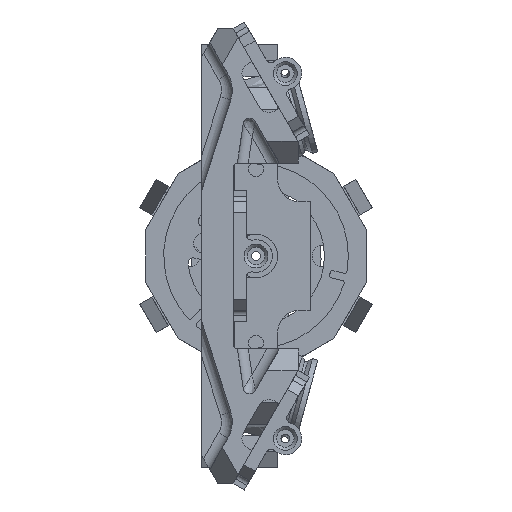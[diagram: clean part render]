
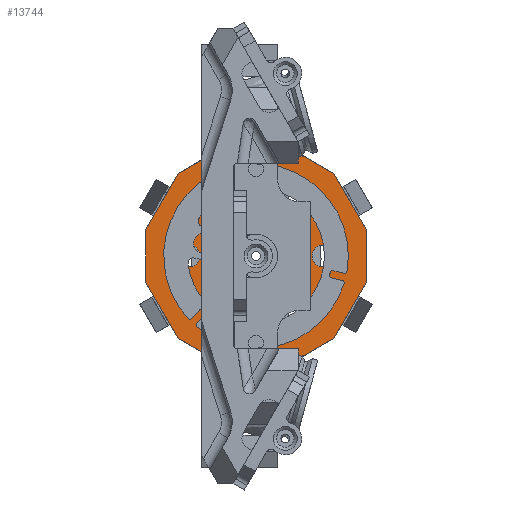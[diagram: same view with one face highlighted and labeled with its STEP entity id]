
A CAD part, front view. The second image highlights one B-rep face of the part: STEP entity #13744.
In plain terms, the highlighted face is planar.
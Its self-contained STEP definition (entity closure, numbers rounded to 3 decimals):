
#441=FACE_BOUND('',#2687,.T.);
#442=FACE_BOUND('',#2688,.T.);
#443=FACE_BOUND('',#2689,.T.);
#444=FACE_BOUND('',#2690,.T.);
#445=FACE_BOUND('',#2691,.T.);
#446=FACE_BOUND('',#2692,.T.);
#447=FACE_BOUND('',#2693,.T.);
#752=PLANE('',#15095);
#1230=CIRCLE('',#14998,1.);
#1231=CIRCLE('',#15000,1.);
#1232=CIRCLE('',#15002,1.);
#1233=CIRCLE('',#15004,1.);
#1234=CIRCLE('',#15006,1.);
#1235=CIRCLE('',#15008,1.);
#1246=CIRCLE('',#15048,1.5);
#1247=CIRCLE('',#15049,1.5);
#1944=FACE_OUTER_BOUND('',#2686,.T.);
#2686=EDGE_LOOP('',(#11101,#11102,#11103,#11104,#11105,#11106,#11107,#11108,
#11109,#11110,#11111,#11112));
#2687=EDGE_LOOP('',(#11113));
#2688=EDGE_LOOP('',(#11114));
#2689=EDGE_LOOP('',(#11115));
#2690=EDGE_LOOP('',(#11116));
#2691=EDGE_LOOP('',(#11117));
#2692=EDGE_LOOP('',(#11118));
#2693=EDGE_LOOP('',(#11119,#11120));
#3860=LINE('',#23635,#5012);
#3907=LINE('',#23775,#5059);
#3909=LINE('',#23779,#5061);
#3911=LINE('',#23784,#5063);
#3914=LINE('',#23790,#5066);
#3917=LINE('',#23796,#5069);
#3920=LINE('',#23802,#5072);
#3924=LINE('',#23808,#5076);
#3926=LINE('',#23812,#5078);
#3927=LINE('',#23815,#5079);
#3929=LINE('',#23819,#5081);
#3931=LINE('',#23824,#5083);
#5012=VECTOR('',#17552,10.);
#5059=VECTOR('',#17711,10.);
#5061=VECTOR('',#17715,10.);
#5063=VECTOR('',#17719,10.);
#5066=VECTOR('',#17724,10.);
#5069=VECTOR('',#17729,10.);
#5072=VECTOR('',#17734,10.);
#5076=VECTOR('',#17742,10.);
#5078=VECTOR('',#17748,10.);
#5079=VECTOR('',#17753,10.);
#5081=VECTOR('',#17759,10.);
#5083=VECTOR('',#17767,10.);
#6301=VERTEX_POINT('',#23569);
#6302=VERTEX_POINT('',#23573);
#6303=VERTEX_POINT('',#23577);
#6304=VERTEX_POINT('',#23581);
#6305=VERTEX_POINT('',#23585);
#6306=VERTEX_POINT('',#23589);
#6318=VERTEX_POINT('',#23632);
#6319=VERTEX_POINT('',#23634);
#6342=VERTEX_POINT('',#23720);
#6343=VERTEX_POINT('',#23722);
#6356=VERTEX_POINT('',#23774);
#6357=VERTEX_POINT('',#23778);
#6358=VERTEX_POINT('',#23782);
#6359=VERTEX_POINT('',#23783);
#6360=VERTEX_POINT('',#23788);
#6361=VERTEX_POINT('',#23789);
#6362=VERTEX_POINT('',#23794);
#6363=VERTEX_POINT('',#23795);
#6364=VERTEX_POINT('',#23800);
#6365=VERTEX_POINT('',#23801);
#7943=EDGE_CURVE('',#6301,#6301,#1230,.T.);
#7945=EDGE_CURVE('',#6302,#6302,#1231,.T.);
#7947=EDGE_CURVE('',#6303,#6303,#1232,.T.);
#7949=EDGE_CURVE('',#6304,#6304,#1233,.T.);
#7951=EDGE_CURVE('',#6305,#6305,#1234,.T.);
#7953=EDGE_CURVE('',#6306,#6306,#1235,.T.);
#7975=EDGE_CURVE('',#6319,#6318,#3860,.T.);
#8019=EDGE_CURVE('',#6343,#6342,#1246,.T.);
#8020=EDGE_CURVE('',#6342,#6343,#1247,.T.);
#8043=EDGE_CURVE('',#6356,#6319,#3907,.T.);
#8045=EDGE_CURVE('',#6318,#6357,#3909,.T.);
#8047=EDGE_CURVE('',#6358,#6359,#3911,.T.);
#8050=EDGE_CURVE('',#6360,#6361,#3914,.T.);
#8053=EDGE_CURVE('',#6362,#6363,#3917,.T.);
#8056=EDGE_CURVE('',#6364,#6365,#3920,.T.);
#8060=EDGE_CURVE('',#6359,#6360,#3924,.T.);
#8062=EDGE_CURVE('',#6357,#6358,#3926,.T.);
#8063=EDGE_CURVE('',#6365,#6356,#3927,.T.);
#8065=EDGE_CURVE('',#6363,#6364,#3929,.T.);
#8067=EDGE_CURVE('',#6361,#6362,#3931,.T.);
#11101=ORIENTED_EDGE('',*,*,#8067,.T.);
#11102=ORIENTED_EDGE('',*,*,#8053,.T.);
#11103=ORIENTED_EDGE('',*,*,#8065,.T.);
#11104=ORIENTED_EDGE('',*,*,#8056,.T.);
#11105=ORIENTED_EDGE('',*,*,#8063,.T.);
#11106=ORIENTED_EDGE('',*,*,#8043,.T.);
#11107=ORIENTED_EDGE('',*,*,#7975,.T.);
#11108=ORIENTED_EDGE('',*,*,#8045,.T.);
#11109=ORIENTED_EDGE('',*,*,#8062,.T.);
#11110=ORIENTED_EDGE('',*,*,#8047,.T.);
#11111=ORIENTED_EDGE('',*,*,#8060,.T.);
#11112=ORIENTED_EDGE('',*,*,#8050,.T.);
#11113=ORIENTED_EDGE('',*,*,#7943,.T.);
#11114=ORIENTED_EDGE('',*,*,#7945,.T.);
#11115=ORIENTED_EDGE('',*,*,#7947,.T.);
#11116=ORIENTED_EDGE('',*,*,#7949,.T.);
#11117=ORIENTED_EDGE('',*,*,#7951,.T.);
#11118=ORIENTED_EDGE('',*,*,#7953,.T.);
#11119=ORIENTED_EDGE('',*,*,#8019,.T.);
#11120=ORIENTED_EDGE('',*,*,#8020,.T.);
#13744=ADVANCED_FACE('',(#1944,#441,#442,#443,#444,#445,#446,#447),#752,
 .T.);
#14998=AXIS2_PLACEMENT_3D('',#23571,#17481,#17482);
#15000=AXIS2_PLACEMENT_3D('',#23575,#17486,#17487);
#15002=AXIS2_PLACEMENT_3D('',#23579,#17491,#17492);
#15004=AXIS2_PLACEMENT_3D('',#23583,#17496,#17497);
#15006=AXIS2_PLACEMENT_3D('',#23587,#17501,#17502);
#15008=AXIS2_PLACEMENT_3D('',#23591,#17506,#17507);
#15048=AXIS2_PLACEMENT_3D('',#23723,#17641,#17642);
#15049=AXIS2_PLACEMENT_3D('',#23724,#17643,#17644);
#15095=AXIS2_PLACEMENT_3D('',#23825,#17768,#17769);
#17481=DIRECTION('center_axis',(0.,-1.,0.));
#17482=DIRECTION('ref_axis',(0.866,0.,0.5));
#17486=DIRECTION('center_axis',(0.,-1.,0.));
#17487=DIRECTION('ref_axis',(0.,0.,1.));
#17491=DIRECTION('center_axis',(0.,-1.,0.));
#17492=DIRECTION('ref_axis',(-0.866,0.,0.5));
#17496=DIRECTION('center_axis',(0.,-1.,0.));
#17497=DIRECTION('ref_axis',(-0.866,0.,-0.5));
#17501=DIRECTION('center_axis',(0.,-1.,0.));
#17502=DIRECTION('ref_axis',(0.,0.,-1.));
#17506=DIRECTION('center_axis',(0.,-1.,0.));
#17507=DIRECTION('ref_axis',(0.866,0.,-0.5));
#17552=DIRECTION('',(0.,0.,-1.));
#17641=DIRECTION('center_axis',(0.,-1.,0.));
#17642=DIRECTION('ref_axis',(1.,0.,0.));
#17643=DIRECTION('center_axis',(0.,-1.,0.));
#17644=DIRECTION('ref_axis',(1.,0.,0.));
#17711=DIRECTION('',(0.5,0.,-0.866));
#17715=DIRECTION('',(-0.5,0.,-0.866));
#17719=DIRECTION('',(-1.,0.,0.));
#17724=DIRECTION('',(-0.5,0.,0.866));
#17729=DIRECTION('',(0.5,0.,0.866));
#17734=DIRECTION('',(1.,0.,0.));
#17742=DIRECTION('',(-0.866,0.,0.5));
#17748=DIRECTION('',(-0.866,0.,-0.5));
#17753=DIRECTION('',(0.866,0.,-0.5));
#17759=DIRECTION('',(0.866,0.,0.5));
#17767=DIRECTION('',(0.,0.,1.));
#17768=DIRECTION('center_axis',(0.,1.,0.));
#17769=DIRECTION('ref_axis',(0.,0.,1.));
#23569=CARTESIAN_POINT('',(-0.866,5.,-6.66));
#23571=CARTESIAN_POINT('Origin',(0.,5.,-6.16));
#23573=CARTESIAN_POINT('',(5.335,5.,-4.08));
#23575=CARTESIAN_POINT('Origin',(5.335,5.,-3.08));
#23577=CARTESIAN_POINT('',(6.201,5.,2.58));
#23579=CARTESIAN_POINT('Origin',(5.335,5.,3.08));
#23581=CARTESIAN_POINT('',(0.866,5.,6.66));
#23583=CARTESIAN_POINT('Origin',(0.,5.,6.16));
#23585=CARTESIAN_POINT('',(-5.335,5.,4.08));
#23587=CARTESIAN_POINT('Origin',(-5.335,5.,3.08));
#23589=CARTESIAN_POINT('',(-6.201,5.,-2.58));
#23591=CARTESIAN_POINT('Origin',(-5.335,5.,-3.08));
#23632=CARTESIAN_POINT('',(10.,5.,-3.));
#23634=CARTESIAN_POINT('',(10.,5.,3.));
#23635=CARTESIAN_POINT('',(10.,5.,3.));
#23720=CARTESIAN_POINT('',(-1.5,5.,0.));
#23722=CARTESIAN_POINT('',(1.5,5.,0.));
#23723=CARTESIAN_POINT('Origin',(0.,5.,0.));
#23724=CARTESIAN_POINT('Origin',(0.,5.,0.));
#23774=CARTESIAN_POINT('',(7.598,5.,7.16));
#23775=CARTESIAN_POINT('',(7.598,5.,7.16));
#23778=CARTESIAN_POINT('',(7.598,5.,-7.16));
#23779=CARTESIAN_POINT('',(10.,5.,-3.));
#23782=CARTESIAN_POINT('',(2.402,5.,-10.16));
#23783=CARTESIAN_POINT('',(-2.402,5.,-10.16));
#23784=CARTESIAN_POINT('',(2.402,5.,-10.16));
#23788=CARTESIAN_POINT('',(-7.598,5.,-7.16));
#23789=CARTESIAN_POINT('',(-10.,5.,-3.));
#23790=CARTESIAN_POINT('',(-7.598,5.,-7.16));
#23794=CARTESIAN_POINT('',(-10.,5.,3.));
#23795=CARTESIAN_POINT('',(-7.598,5.,7.16));
#23796=CARTESIAN_POINT('',(-10.,5.,3.));
#23800=CARTESIAN_POINT('',(-2.402,5.,10.16));
#23801=CARTESIAN_POINT('',(2.402,5.,10.16));
#23802=CARTESIAN_POINT('',(-2.402,5.,10.16));
#23808=CARTESIAN_POINT('',(-2.402,5.,-10.16));
#23812=CARTESIAN_POINT('',(7.598,5.,-7.16));
#23815=CARTESIAN_POINT('',(2.402,5.,10.16));
#23819=CARTESIAN_POINT('',(-7.598,5.,7.16));
#23824=CARTESIAN_POINT('',(-10.,5.,-3.));
#23825=CARTESIAN_POINT('Origin',(-9.,5.,0.));
